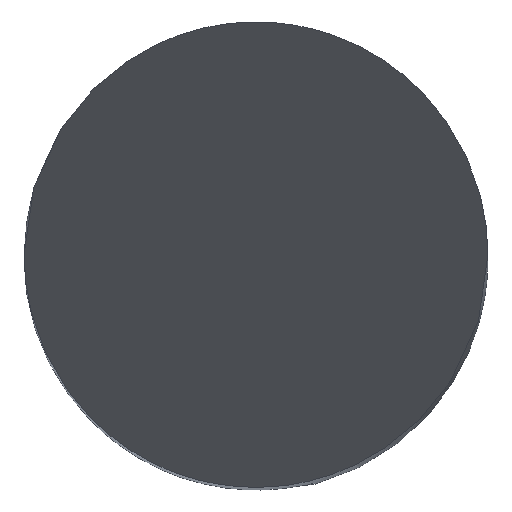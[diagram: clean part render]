
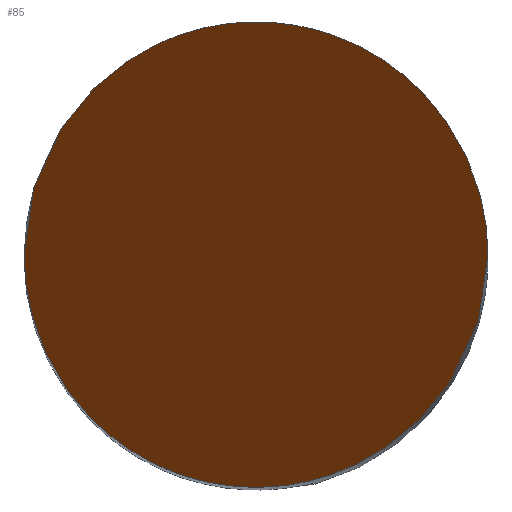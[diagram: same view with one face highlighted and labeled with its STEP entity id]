
A CAD part, top view. The second image highlights one B-rep face of the part: STEP entity #85.
In plain terms, the highlighted planar face has unit normal (0, -0.866, 0.5).
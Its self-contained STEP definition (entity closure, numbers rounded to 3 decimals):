
#65=PLANE('',#528);
#85=ADVANCED_FACE('',(#119),#65,.F.);
#119=FACE_OUTER_BOUND('',#145,.T.);
#145=EDGE_LOOP('',(#265,#266));
#265=ORIENTED_EDGE('',*,*,#412,.F.);
#266=ORIENTED_EDGE('',*,*,#413,.F.);
#357=VERTEX_POINT('',#971);
#358=VERTEX_POINT('',#972);
#412=EDGE_CURVE('',#357,#358,#468,.T.);
#413=EDGE_CURVE('',#358,#357,#469,.T.);
#468=(
BOUNDED_CURVE()
B_SPLINE_CURVE(3,(#967,#968,#969,#970),.UNSPECIFIED.,.F.,.F.)
B_SPLINE_CURVE_WITH_KNOTS((4,4),(0.,1.),.UNSPECIFIED.)
CURVE()
GEOMETRIC_REPRESENTATION_ITEM()
RATIONAL_B_SPLINE_CURVE((1.,0.333,0.333,1.))
REPRESENTATION_ITEM('')
);
#469=(
BOUNDED_CURVE()
B_SPLINE_CURVE(3,(#973,#974,#975,#976),.UNSPECIFIED.,.F.,.F.)
B_SPLINE_CURVE_WITH_KNOTS((4,4),(0.,1.),.UNSPECIFIED.)
CURVE()
GEOMETRIC_REPRESENTATION_ITEM()
RATIONAL_B_SPLINE_CURVE((1.,0.333,0.333,1.))
REPRESENTATION_ITEM('')
);
#528=AXIS2_PLACEMENT_3D('',#977,#603,#604);
#603=DIRECTION('',(0.,0.866,-0.5));
#604=DIRECTION('',(0.,-0.5,-0.866));
#967=CARTESIAN_POINT('',(-2.5,0.,0.));
#968=CARTESIAN_POINT('',(-2.5,5.,8.66));
#969=CARTESIAN_POINT('',(2.5,5.,8.66));
#970=CARTESIAN_POINT('',(2.5,0.,0.));
#971=CARTESIAN_POINT('',(-2.5,0.,0.));
#972=CARTESIAN_POINT('',(2.5,0.,0.));
#973=CARTESIAN_POINT('',(2.5,0.,0.));
#974=CARTESIAN_POINT('',(2.5,-5.,-8.66));
#975=CARTESIAN_POINT('',(-2.5,-5.,-8.66));
#976=CARTESIAN_POINT('',(-2.5,0.,0.));
#977=CARTESIAN_POINT('',(2.5,2.5,4.33));
